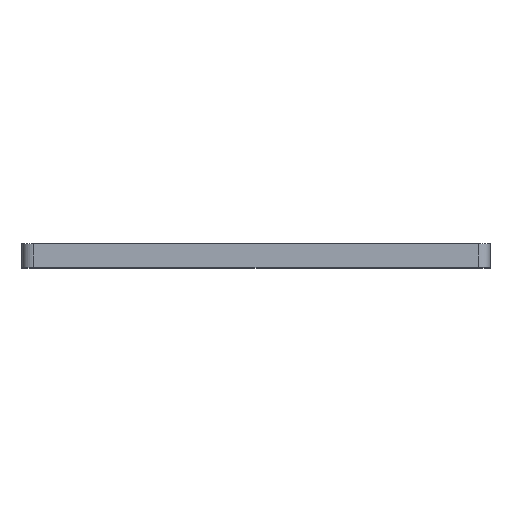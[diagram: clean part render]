
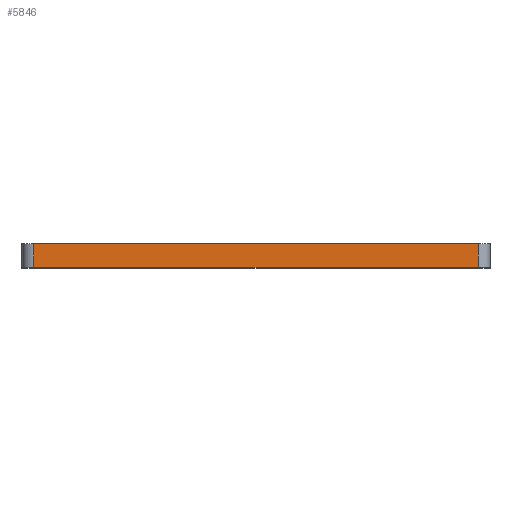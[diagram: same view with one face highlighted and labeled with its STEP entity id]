
A CAD part, top view. The second image highlights one B-rep face of the part: STEP entity #5846.
In plain terms, the highlighted planar face has unit normal (0, 0, 1).
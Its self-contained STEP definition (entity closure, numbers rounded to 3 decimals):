
#889=FACE_OUTER_BOUND('',#1230,.T.);
#1230=EDGE_LOOP('',(#5305,#5306,#5307,#5308));
#1539=LINE('',#10347,#2050);
#1735=LINE('',#10953,#2246);
#1739=LINE('',#10967,#2250);
#1749=LINE('',#10990,#2260);
#2050=VECTOR('',#6602,10.);
#2246=VECTOR('',#7218,10.);
#2250=VECTOR('',#7230,10.);
#2260=VECTOR('',#7260,10.);
#2620=VERTEX_POINT('',#10343);
#2622=VERTEX_POINT('',#10346);
#2822=VERTEX_POINT('',#10951);
#2828=VERTEX_POINT('',#10965);
#3362=EDGE_CURVE('',#2620,#2622,#1539,.T.);
#3664=EDGE_CURVE('',#2822,#2620,#1735,.T.);
#3671=EDGE_CURVE('',#2822,#2828,#1739,.T.);
#3683=EDGE_CURVE('',#2622,#2828,#1749,.T.);
#5305=ORIENTED_EDGE('',*,*,#3664,.F.);
#5306=ORIENTED_EDGE('',*,*,#3671,.T.);
#5307=ORIENTED_EDGE('',*,*,#3683,.F.);
#5308=ORIENTED_EDGE('',*,*,#3362,.F.);
#5536=PLANE('',#6165);
#5846=ADVANCED_FACE('',(#889),#5536,.T.);
#6165=AXIS2_PLACEMENT_3D('',#11011,#7284,#7285);
#6602=DIRECTION('',(1.,0.,0.));
#7218=DIRECTION('',(0.,1.,0.));
#7230=DIRECTION('',(1.,0.,0.));
#7260=DIRECTION('',(0.,-1.,0.));
#7284=DIRECTION('center_axis',(0.,0.,1.));
#7285=DIRECTION('ref_axis',(1.,0.,0.));
#10343=CARTESIAN_POINT('',(-48.836,-14.49,34.412));
#10346=CARTESIAN_POINT('',(26.062,-14.49,34.412));
#10347=CARTESIAN_POINT('',(-50.836,-14.49,34.412));
#10951=CARTESIAN_POINT('',(-48.836,-18.49,34.412));
#10953=CARTESIAN_POINT('',(-48.836,-16.49,34.412));
#10965=CARTESIAN_POINT('',(26.062,-18.49,34.412));
#10967=CARTESIAN_POINT('',(-50.836,-18.49,34.412));
#10990=CARTESIAN_POINT('',(26.062,-16.49,34.412));
#11011=CARTESIAN_POINT('Origin',(-50.836,-16.49,34.412));
